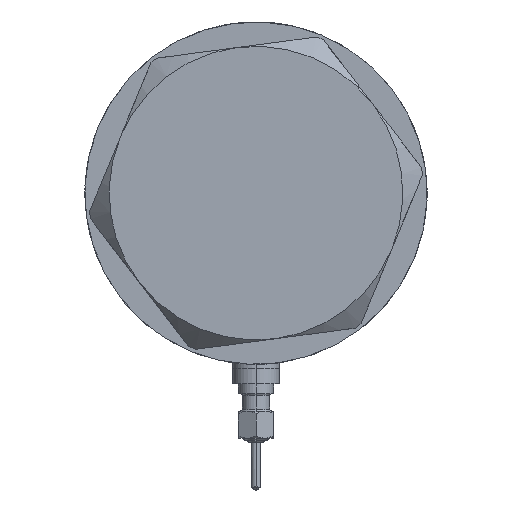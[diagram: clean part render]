
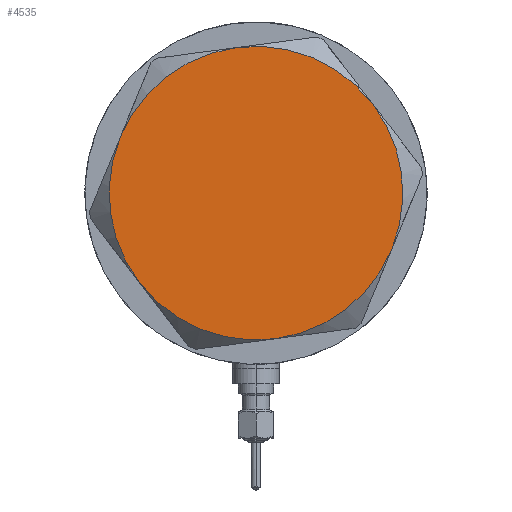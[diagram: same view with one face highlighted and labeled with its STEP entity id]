
A CAD part, left-side view. The second image highlights one B-rep face of the part: STEP entity #4535.
In plain terms, the highlighted face is planar.
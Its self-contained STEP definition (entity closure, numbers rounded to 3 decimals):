
#69 = EDGE_CURVE ( 'NONE', #1999, #1600, #3414, .T. ) ;
#92 = DIRECTION ( 'NONE',  ( 0., 0., 1. ) ) ;
#213 = DIRECTION ( 'NONE',  ( 1., 0., 0. ) ) ;
#243 = EDGE_CURVE ( 'NONE', #6049, #4531, #3108, .T. ) ;
#285 = AXIS2_PLACEMENT_3D ( 'NONE', #2253, #1864, #213 ) ;
#660 = DIRECTION ( 'NONE',  ( 0., 0., 1. ) ) ;
#884 = EDGE_CURVE ( 'NONE', #1566, #6049, #6081, .T. ) ;
#911 = CIRCLE ( 'NONE', #3775, 37.75 ) ;
#1024 = ORIENTED_EDGE ( 'NONE', *, *, #69, .T. ) ;
#1031 = DIRECTION ( 'NONE',  ( 0., 0., 1. ) ) ;
#1201 = DIRECTION ( 'NONE',  ( 1., 0., 0. ) ) ;
#1372 = DIRECTION ( 'NONE',  ( 0., 0., 1. ) ) ;
#1411 = AXIS2_PLACEMENT_3D ( 'NONE', #5690, #3734, #1201 ) ;
#1566 = VERTEX_POINT ( 'NONE', #2222 ) ;
#1600 = VERTEX_POINT ( 'NONE', #1833 ) ;
#1833 = CARTESIAN_POINT ( 'NONE',  ( -37.75, 0., 13. ) ) ;
#1864 = DIRECTION ( 'NONE',  ( 0., 0., 1. ) ) ;
#1999 = VERTEX_POINT ( 'NONE', #3320 ) ;
#2007 = EDGE_CURVE ( 'NONE', #1600, #1566, #6201, .T. ) ;
#2222 = CARTESIAN_POINT ( 'NONE',  ( -18.875, -32.692, 13. ) ) ;
#2253 = CARTESIAN_POINT ( 'NONE',  ( 0., 0., 13. ) ) ;
#2264 = AXIS2_PLACEMENT_3D ( 'NONE', #3551, #1031, #2520 ) ;
#2400 = DIRECTION ( 'NONE',  ( 1., 0., 0. ) ) ;
#2520 = DIRECTION ( 'NONE',  ( 1., 0., 0. ) ) ;
#2540 = EDGE_CURVE ( 'NONE', #6036, #1999, #5996, .T. ) ;
#3108 = CIRCLE ( 'NONE', #2264, 37.75 ) ;
#3130 = ORIENTED_EDGE ( 'NONE', *, *, #3417, .T. ) ;
#3320 = CARTESIAN_POINT ( 'NONE',  ( -18.875, 32.692, 13. ) ) ;
#3414 = CIRCLE ( 'NONE', #1411, 37.75 ) ;
#3417 = EDGE_CURVE ( 'NONE', #4531, #6036, #911, .T. ) ;
#3443 = ORIENTED_EDGE ( 'NONE', *, *, #243, .T. ) ;
#3551 = CARTESIAN_POINT ( 'NONE',  ( 0., 0., 13. ) ) ;
#3734 = DIRECTION ( 'NONE',  ( 0., 0., 1. ) ) ;
#3775 = AXIS2_PLACEMENT_3D ( 'NONE', #4441, #4381, #2400 ) ;
#4381 = DIRECTION ( 'NONE',  ( 0., 0., 1. ) ) ;
#4441 = CARTESIAN_POINT ( 'NONE',  ( 0., 0., 13. ) ) ;
#4531 = VERTEX_POINT ( 'NONE', #4614 ) ;
#4535 = ADVANCED_FACE ( 'NONE', ( #6127 ), #5162, .T. ) ;
#4614 = CARTESIAN_POINT ( 'NONE',  ( 37.75, 0., 13. ) ) ;
#5146 = AXIS2_PLACEMENT_3D ( 'NONE', #5709, #660, #5774 ) ;
#5162 = PLANE ( 'NONE',  #6212 ) ;
#5297 = CARTESIAN_POINT ( 'NONE',  ( 18.875, -32.692, 13. ) ) ;
#5420 = DIRECTION ( 'NONE',  ( 1., 0., 0. ) ) ;
#5442 = ORIENTED_EDGE ( 'NONE', *, *, #2007, .T. ) ;
#5601 = CARTESIAN_POINT ( 'NONE',  ( 0., 0., 13. ) ) ;
#5690 = CARTESIAN_POINT ( 'NONE',  ( 0., 0., 13. ) ) ;
#5709 = CARTESIAN_POINT ( 'NONE',  ( 0., 0., 13. ) ) ;
#5774 = DIRECTION ( 'NONE',  ( 1., 0., 0. ) ) ;
#5794 = CARTESIAN_POINT ( 'NONE',  ( 18.875, 32.692, 13. ) ) ;
#5971 = ORIENTED_EDGE ( 'NONE', *, *, #2540, .T. ) ;
#5996 = CIRCLE ( 'NONE', #5146, 37.75 ) ;
#6036 = VERTEX_POINT ( 'NONE', #5794 ) ;
#6049 = VERTEX_POINT ( 'NONE', #5297 ) ;
#6081 = CIRCLE ( 'NONE', #6308, 37.75 ) ;
#6127 = FACE_OUTER_BOUND ( 'NONE', #6472, .T. ) ;
#6160 = DIRECTION ( 'NONE',  ( 1., 0., 0. ) ) ;
#6201 = CIRCLE ( 'NONE', #285, 37.75 ) ;
#6212 = AXIS2_PLACEMENT_3D ( 'NONE', #5601, #92, #6160 ) ;
#6308 = AXIS2_PLACEMENT_3D ( 'NONE', #6506, #1372, #5420 ) ;
#6441 = ORIENTED_EDGE ( 'NONE', *, *, #884, .T. ) ;
#6472 = EDGE_LOOP ( 'NONE', ( #3443, #3130, #5971, #1024, #5442, #6441 ) ) ;
#6506 = CARTESIAN_POINT ( 'NONE',  ( 0., 0., 13. ) ) ;
